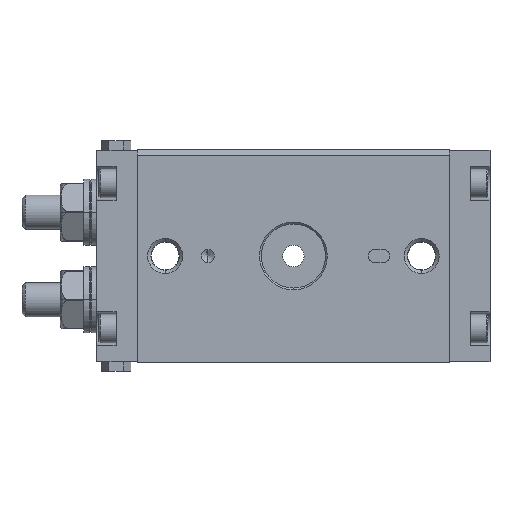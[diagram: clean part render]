
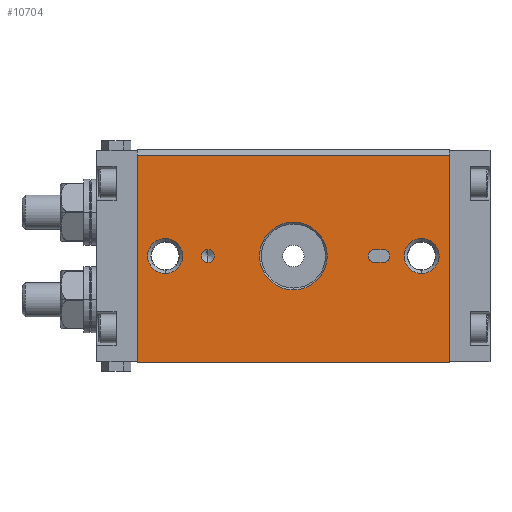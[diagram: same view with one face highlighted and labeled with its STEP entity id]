
A CAD part, front view. The second image highlights one B-rep face of the part: STEP entity #10704.
In plain terms, the highlighted planar face has unit normal (0, -1, 0).
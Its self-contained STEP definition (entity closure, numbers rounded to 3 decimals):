
#183 = ORIENTED_EDGE ( 'NONE', *, *, #2762, .F. ) ;
#220 = FACE_BOUND ( 'NONE', #14437, .T. ) ;
#242 = ORIENTED_EDGE ( 'NONE', *, *, #8354, .T. ) ;
#316 = CARTESIAN_POINT ( 'NONE',  ( 19., 0., 0. ) ) ;
#483 = VERTEX_POINT ( 'NONE', #10441 ) ;
#487 = CARTESIAN_POINT ( 'NONE',  ( 19., 0., 1.5 ) ) ;
#493 = LINE ( 'NONE', #5101, #6576 ) ;
#777 = LINE ( 'NONE', #10787, #9534 ) ;
#798 = CARTESIAN_POINT ( 'NONE',  ( 36.5, 0., 23.586 ) ) ;
#932 = VECTOR ( 'NONE', #14208, 1000. ) ;
#999 = VERTEX_POINT ( 'NONE', #5001 ) ;
#1053 = DIRECTION ( 'NONE',  ( 0., 0., -1. ) ) ;
#1059 = EDGE_CURVE ( 'NONE', #483, #2161, #493, .T. ) ;
#1294 = CARTESIAN_POINT ( 'NONE',  ( 21., 0., 1.5 ) ) ;
#1493 = DIRECTION ( 'NONE',  ( 0., 0., -1. ) ) ;
#1513 = EDGE_CURVE ( 'NONE', #7703, #999, #10308, .T. ) ;
#1596 = CARTESIAN_POINT ( 'NONE',  ( -36.5, 0., -25. ) ) ;
#1828 = PLANE ( 'NONE',  #4722 ) ;
#1873 = CARTESIAN_POINT ( 'NONE',  ( 21., 0., -1.5 ) ) ;
#1908 = CARTESIAN_POINT ( 'NONE',  ( 21., 0., 1.5 ) ) ;
#1910 = EDGE_CURVE ( 'NONE', #3081, #5634, #13745, .T. ) ;
#2012 = AXIS2_PLACEMENT_3D ( 'NONE', #6201, #14225, #7352 ) ;
#2161 = VERTEX_POINT ( 'NONE', #1596 ) ;
#2177 = EDGE_CURVE ( 'NONE', #5920, #3081, #12754, .T. ) ;
#2386 = VECTOR ( 'NONE', #11866, 1000. ) ;
#2608 = CARTESIAN_POINT ( 'NONE',  ( 0., 0., 0. ) ) ;
#2718 = CARTESIAN_POINT ( 'NONE',  ( -36.5, 0., -25. ) ) ;
#2731 = CIRCLE ( 'NONE', #8198, 4.09 ) ;
#2743 = DIRECTION ( 'NONE',  ( 0., -1., 0. ) ) ;
#2762 = EDGE_CURVE ( 'NONE', #5634, #14698, #6122, .T. ) ;
#2848 = EDGE_CURVE ( 'NONE', #14698, #5920, #10407, .T. ) ;
#2889 = ORIENTED_EDGE ( 'NONE', *, *, #2848, .F. ) ;
#2894 = CIRCLE ( 'NONE', #13888, 4.09 ) ;
#2972 = DIRECTION ( 'NONE',  ( 0., 1., 0. ) ) ;
#2991 = EDGE_CURVE ( 'NONE', #5606, #3103, #3264, .T. ) ;
#3023 = EDGE_CURVE ( 'NONE', #4382, #4124, #2894, .T. ) ;
#3033 = DIRECTION ( 'NONE',  ( 0., -1., 0. ) ) ;
#3071 = CARTESIAN_POINT ( 'NONE',  ( 30., 0., -4.09 ) ) ;
#3081 = VERTEX_POINT ( 'NONE', #1873 ) ;
#3103 = VERTEX_POINT ( 'NONE', #3071 ) ;
#3264 = CIRCLE ( 'NONE', #10783, 4.09 ) ;
#3274 = FACE_OUTER_BOUND ( 'NONE', #14009, .T. ) ;
#3295 = LINE ( 'NONE', #14026, #5611 ) ;
#3327 = CARTESIAN_POINT ( 'NONE',  ( -30., 0., 4.09 ) ) ;
#3329 = ORIENTED_EDGE ( 'NONE', *, *, #4625, .T. ) ;
#3746 = DIRECTION ( 'NONE',  ( -1., 0., 0. ) ) ;
#3759 = DIRECTION ( 'NONE',  ( 0., 0., 1. ) ) ;
#3843 = VERTEX_POINT ( 'NONE', #4266 ) ;
#3873 = CIRCLE ( 'NONE', #7205, 1.5 ) ;
#3921 = CARTESIAN_POINT ( 'NONE',  ( 36.5, 0., -25. ) ) ;
#4090 = CIRCLE ( 'NONE', #7494, 4.09 ) ;
#4124 = VERTEX_POINT ( 'NONE', #6871 ) ;
#4266 = CARTESIAN_POINT ( 'NONE',  ( 0., 0., 7.924 ) ) ;
#4382 = VERTEX_POINT ( 'NONE', #3327 ) ;
#4489 = ORIENTED_EDGE ( 'NONE', *, *, #6026, .F. ) ;
#4519 = ORIENTED_EDGE ( 'NONE', *, *, #8444, .F. ) ;
#4531 = EDGE_CURVE ( 'NONE', #4840, #3843, #13441, .T. ) ;
#4569 = DIRECTION ( 'NONE',  ( 0., 1., 0. ) ) ;
#4625 = EDGE_CURVE ( 'NONE', #3843, #4840, #5896, .T. ) ;
#4722 = AXIS2_PLACEMENT_3D ( 'NONE', #7505, #2972, #10968 ) ;
#4756 = CARTESIAN_POINT ( 'NONE',  ( 19., 0., -1.5 ) ) ;
#4840 = VERTEX_POINT ( 'NONE', #11142 ) ;
#5001 = CARTESIAN_POINT ( 'NONE',  ( -20., 0., -1.5 ) ) ;
#5101 = CARTESIAN_POINT ( 'NONE',  ( -36.5, 0., 23.586 ) ) ;
#5130 = DIRECTION ( 'NONE',  ( 0., 1., 0. ) ) ;
#5172 = CARTESIAN_POINT ( 'NONE',  ( -30., 0., 0. ) ) ;
#5316 = CARTESIAN_POINT ( 'NONE',  ( 30., 0., 0. ) ) ;
#5430 = AXIS2_PLACEMENT_3D ( 'NONE', #316, #8330, #1493 ) ;
#5606 = VERTEX_POINT ( 'NONE', #9748 ) ;
#5611 = VECTOR ( 'NONE', #3746, 1000. ) ;
#5634 = VERTEX_POINT ( 'NONE', #1908 ) ;
#5896 = CIRCLE ( 'NONE', #2012, 7.924 ) ;
#5920 = VERTEX_POINT ( 'NONE', #4756 ) ;
#6026 = EDGE_CURVE ( 'NONE', #999, #7703, #3873, .T. ) ;
#6122 = LINE ( 'NONE', #1294, #8811 ) ;
#6146 = LINE ( 'NONE', #2718, #2386 ) ;
#6201 = CARTESIAN_POINT ( 'NONE',  ( 0., 0., 0. ) ) ;
#6305 = FACE_BOUND ( 'NONE', #14754, .T. ) ;
#6325 = DIRECTION ( 'NONE',  ( 0., 0., 1. ) ) ;
#6458 = DIRECTION ( 'NONE',  ( 0., 0., 1. ) ) ;
#6567 = AXIS2_PLACEMENT_3D ( 'NONE', #9878, #3033, #11026 ) ;
#6576 = VECTOR ( 'NONE', #10794, 1000. ) ;
#6683 = VERTEX_POINT ( 'NONE', #3921 ) ;
#6871 = CARTESIAN_POINT ( 'NONE',  ( -30., 0., -4.09 ) ) ;
#7205 = AXIS2_PLACEMENT_3D ( 'NONE', #9582, #2743, #10732 ) ;
#7352 = DIRECTION ( 'NONE',  ( 0., 0., 1. ) ) ;
#7387 = ORIENTED_EDGE ( 'NONE', *, *, #2991, .T. ) ;
#7424 = ORIENTED_EDGE ( 'NONE', *, *, #2177, .F. ) ;
#7494 = AXIS2_PLACEMENT_3D ( 'NONE', #11402, #4569, #12574 ) ;
#7505 = CARTESIAN_POINT ( 'NONE',  ( 36.5, 0., 23.586 ) ) ;
#7703 = VERTEX_POINT ( 'NONE', #8317 ) ;
#7903 = EDGE_CURVE ( 'NONE', #3103, #5606, #2731, .T. ) ;
#7914 = DIRECTION ( 'NONE',  ( 0., -1., 0. ) ) ;
#8198 = AXIS2_PLACEMENT_3D ( 'NONE', #5316, #13336, #6458 ) ;
#8317 = CARTESIAN_POINT ( 'NONE',  ( -20., 0., 1.5 ) ) ;
#8330 = DIRECTION ( 'NONE',  ( 0., -1., 0. ) ) ;
#8354 = EDGE_CURVE ( 'NONE', #14343, #483, #3295, .T. ) ;
#8444 = EDGE_CURVE ( 'NONE', #14343, #6683, #777, .T. ) ;
#8625 = ORIENTED_EDGE ( 'NONE', *, *, #1513, .F. ) ;
#8811 = VECTOR ( 'NONE', #9289, 1000. ) ;
#9289 = DIRECTION ( 'NONE',  ( -1., 0., 0. ) ) ;
#9352 = FACE_BOUND ( 'NONE', #9368, .T. ) ;
#9358 = ORIENTED_EDGE ( 'NONE', *, *, #1059, .T. ) ;
#9368 = EDGE_LOOP ( 'NONE', ( #11786, #13969 ) ) ;
#9534 = VECTOR ( 'NONE', #14312, 1000. ) ;
#9582 = CARTESIAN_POINT ( 'NONE',  ( -20., 0., 0. ) ) ;
#9748 = CARTESIAN_POINT ( 'NONE',  ( 30., 0., 4.09 ) ) ;
#9878 = CARTESIAN_POINT ( 'NONE',  ( 21., 0., 0. ) ) ;
#10048 = EDGE_CURVE ( 'NONE', #6683, #2161, #6146, .T. ) ;
#10308 = CIRCLE ( 'NONE', #10962, 1.5 ) ;
#10325 = ORIENTED_EDGE ( 'NONE', *, *, #7903, .T. ) ;
#10407 = CIRCLE ( 'NONE', #5430, 1.5 ) ;
#10441 = CARTESIAN_POINT ( 'NONE',  ( -36.5, 0., 23.586 ) ) ;
#10603 = DIRECTION ( 'NONE',  ( 0., 1., 0. ) ) ;
#10644 = EDGE_LOOP ( 'NONE', ( #7424, #2889, #183, #12357 ) ) ;
#10704 = ADVANCED_FACE ( 'NONE', ( #220, #13131, #6305, #9352, #12394, #3274 ), #1828, .F. ) ;
#10732 = DIRECTION ( 'NONE',  ( 0., 0., -1. ) ) ;
#10783 = AXIS2_PLACEMENT_3D ( 'NONE', #11972, #5130, #13147 ) ;
#10787 = CARTESIAN_POINT ( 'NONE',  ( 36.5, 0., 23.586 ) ) ;
#10794 = DIRECTION ( 'NONE',  ( 0., 0., -1. ) ) ;
#10962 = AXIS2_PLACEMENT_3D ( 'NONE', #14783, #7914, #1053 ) ;
#10968 = DIRECTION ( 'NONE',  ( 0., 0., 1. ) ) ;
#11026 = DIRECTION ( 'NONE',  ( 0., 0., -1. ) ) ;
#11142 = CARTESIAN_POINT ( 'NONE',  ( 0., 0., -7.924 ) ) ;
#11402 = CARTESIAN_POINT ( 'NONE',  ( -30., 0., 0. ) ) ;
#11786 = ORIENTED_EDGE ( 'NONE', *, *, #12928, .T. ) ;
#11866 = DIRECTION ( 'NONE',  ( -1., 0., 0. ) ) ;
#11881 = CARTESIAN_POINT ( 'NONE',  ( 19., 0., -1.5 ) ) ;
#11972 = CARTESIAN_POINT ( 'NONE',  ( 30., 0., 0. ) ) ;
#12180 = ORIENTED_EDGE ( 'NONE', *, *, #10048, .F. ) ;
#12357 = ORIENTED_EDGE ( 'NONE', *, *, #1910, .F. ) ;
#12394 = FACE_BOUND ( 'NONE', #10644, .T. ) ;
#12574 = DIRECTION ( 'NONE',  ( 0., 0., 1. ) ) ;
#12754 = LINE ( 'NONE', #11881, #932 ) ;
#12928 = EDGE_CURVE ( 'NONE', #4124, #4382, #4090, .T. ) ;
#12936 = EDGE_LOOP ( 'NONE', ( #13151, #3329 ) ) ;
#13045 = AXIS2_PLACEMENT_3D ( 'NONE', #2608, #10603, #3759 ) ;
#13131 = FACE_BOUND ( 'NONE', #12936, .T. ) ;
#13147 = DIRECTION ( 'NONE',  ( 0., 0., 1. ) ) ;
#13151 = ORIENTED_EDGE ( 'NONE', *, *, #4531, .T. ) ;
#13195 = DIRECTION ( 'NONE',  ( 0., 1., 0. ) ) ;
#13336 = DIRECTION ( 'NONE',  ( 0., 1., 0. ) ) ;
#13441 = CIRCLE ( 'NONE', #13045, 7.924 ) ;
#13745 = CIRCLE ( 'NONE', #6567, 1.5 ) ;
#13888 = AXIS2_PLACEMENT_3D ( 'NONE', #5172, #13195, #6325 ) ;
#13969 = ORIENTED_EDGE ( 'NONE', *, *, #3023, .T. ) ;
#14009 = EDGE_LOOP ( 'NONE', ( #9358, #12180, #4519, #242 ) ) ;
#14026 = CARTESIAN_POINT ( 'NONE',  ( 36.5, 0., 23.586 ) ) ;
#14208 = DIRECTION ( 'NONE',  ( 1., 0., 0. ) ) ;
#14225 = DIRECTION ( 'NONE',  ( 0., 1., 0. ) ) ;
#14312 = DIRECTION ( 'NONE',  ( 0., 0., -1. ) ) ;
#14343 = VERTEX_POINT ( 'NONE', #798 ) ;
#14437 = EDGE_LOOP ( 'NONE', ( #4489, #8625 ) ) ;
#14698 = VERTEX_POINT ( 'NONE', #487 ) ;
#14754 = EDGE_LOOP ( 'NONE', ( #10325, #7387 ) ) ;
#14783 = CARTESIAN_POINT ( 'NONE',  ( -20., 0., 0. ) ) ;
